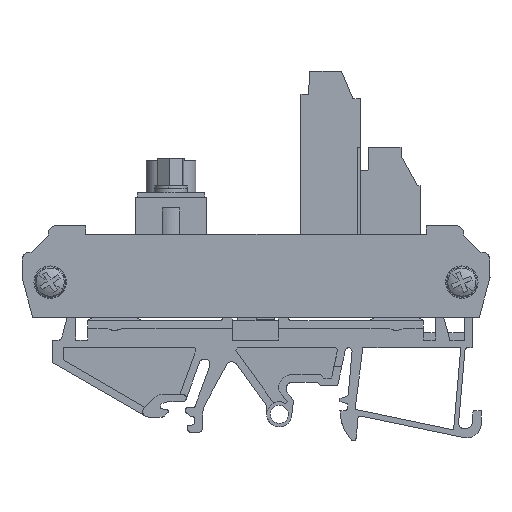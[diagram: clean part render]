
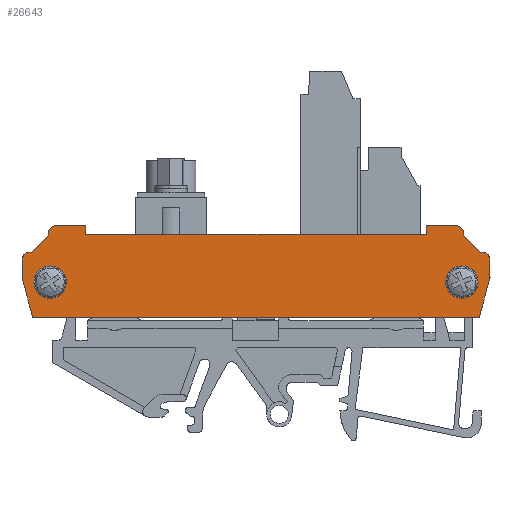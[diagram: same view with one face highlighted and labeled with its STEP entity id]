
A CAD part, left-side view. The second image highlights one B-rep face of the part: STEP entity #26643.
In plain terms, the highlighted planar face has unit normal (-1, 0, 0).
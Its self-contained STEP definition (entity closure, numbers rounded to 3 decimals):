
#585=AXIS2_PLACEMENT_3D('Circle Axis2P3D',#583,#584,$) ;
#626=AXIS2_PLACEMENT_3D('Circle Axis2P3D',#624,#625,$) ;
#26183=AXIS2_PLACEMENT_3D('Circle Axis2P3D',#26181,#26182,$) ;
#26201=AXIS2_PLACEMENT_3D('Circle Axis2P3D',#26199,#26200,$) ;
#26359=AXIS2_PLACEMENT_3D('Circle Axis2P3D',#26357,#26358,$) ;
#26402=AXIS2_PLACEMENT_3D('Circle Axis2P3D',#26400,#26401,$) ;
#26556=AXIS2_PLACEMENT_3D('Circle Axis2P3D',#26554,#26555,$) ;
#26599=AXIS2_PLACEMENT_3D('Circle Axis2P3D',#26597,#26598,$) ;
#26613=AXIS2_PLACEMENT_3D('Plane Axis2P3D',#26610,#26611,#26612) ;
#580=CARTESIAN_POINT('Vertex',(0.,8.2,28.252)) ;
#583=CARTESIAN_POINT('Axis2P3D Location',(0.,5.2,28.252)) ;
#587=CARTESIAN_POINT('Vertex',(0.,2.2,28.252)) ;
#621=CARTESIAN_POINT('Vertex',(0.,84.2,28.252)) ;
#624=CARTESIAN_POINT('Axis2P3D Location',(0.,81.2,28.252)) ;
#628=CARTESIAN_POINT('Vertex',(0.,78.2,28.252)) ;
#26005=CARTESIAN_POINT('Vertex',(0.,81.53,37.152)) ;
#26012=CARTESIAN_POINT('Vertex',(0.,81.53,36.922)) ;
#26015=CARTESIAN_POINT('Line Origine',(0.,81.53,37.037)) ;
#26153=CARTESIAN_POINT('Vertex',(0.,4.87,36.922)) ;
#26160=CARTESIAN_POINT('Vertex',(0.,4.87,37.152)) ;
#26163=CARTESIAN_POINT('Line Origine',(0.,4.87,37.037)) ;
#26181=CARTESIAN_POINT('Axis2P3D Location',(0.,81.2,28.252)) ;
#26199=CARTESIAN_POINT('Axis2P3D Location',(0.,5.2,28.252)) ;
#26221=CARTESIAN_POINT('Vertex',(0.,0.,29.084)) ;
#26228=CARTESIAN_POINT('Vertex',(0.,0.,32.292)) ;
#26231=CARTESIAN_POINT('Line Origine',(0.,0.,30.688)) ;
#26253=CARTESIAN_POINT('Vertex',(0.,1.965,21.752)) ;
#26256=CARTESIAN_POINT('Line Origine',(0.,0.982,25.418)) ;
#26274=CARTESIAN_POINT('Line Origine',(0.,43.2,21.752)) ;
#26278=CARTESIAN_POINT('Vertex',(0.,84.435,21.752)) ;
#26311=CARTESIAN_POINT('Vertex',(0.,86.4,29.084)) ;
#26314=CARTESIAN_POINT('Line Origine',(0.,85.418,25.418)) ;
#26336=CARTESIAN_POINT('Vertex',(0.,86.4,32.292)) ;
#26339=CARTESIAN_POINT('Line Origine',(0.,86.4,30.688)) ;
#26357=CARTESIAN_POINT('Axis2P3D Location',(0.,84.9,32.292)) ;
#26361=CARTESIAN_POINT('Vertex',(0.,84.677,33.775)) ;
#26382=CARTESIAN_POINT('Line Origine',(0.,83.103,35.349)) ;
#26400=CARTESIAN_POINT('Axis2P3D Location',(0.,80.03,37.152)) ;
#26404=CARTESIAN_POINT('Vertex',(0.,80.03,38.652)) ;
#26425=CARTESIAN_POINT('Line Origine',(0.,77.315,38.652)) ;
#26429=CARTESIAN_POINT('Vertex',(0.,74.6,38.652)) ;
#26452=CARTESIAN_POINT('Line Origine',(0.,74.6,37.852)) ;
#26456=CARTESIAN_POINT('Vertex',(0.,74.6,37.052)) ;
#26477=CARTESIAN_POINT('Line Origine',(0.,43.2,37.052)) ;
#26481=CARTESIAN_POINT('Vertex',(0.,11.8,37.052)) ;
#26502=CARTESIAN_POINT('Line Origine',(0.,11.8,37.852)) ;
#26506=CARTESIAN_POINT('Vertex',(0.,11.8,38.652)) ;
#26527=CARTESIAN_POINT('Line Origine',(0.,9.085,38.652)) ;
#26531=CARTESIAN_POINT('Vertex',(0.,6.37,38.652)) ;
#26554=CARTESIAN_POINT('Axis2P3D Location',(0.,6.37,37.152)) ;
#26576=CARTESIAN_POINT('Vertex',(0.,1.723,33.775)) ;
#26579=CARTESIAN_POINT('Line Origine',(0.,3.297,35.349)) ;
#26597=CARTESIAN_POINT('Axis2P3D Location',(0.,1.5,32.292)) ;
#26610=CARTESIAN_POINT('Axis2P3D Location',(0.,1.5,32.292)) ;
#584=DIRECTION('Axis2P3D Direction',(-1.,0.,0.)) ;
#625=DIRECTION('Axis2P3D Direction',(-1.,0.,0.)) ;
#26016=DIRECTION('Vector Direction',(0.,0.,-1.)) ;
#26164=DIRECTION('Vector Direction',(0.,0.,1.)) ;
#26182=DIRECTION('Axis2P3D Direction',(-1.,0.,0.)) ;
#26200=DIRECTION('Axis2P3D Direction',(-1.,0.,0.)) ;
#26232=DIRECTION('Vector Direction',(0.,0.,-1.)) ;
#26257=DIRECTION('Vector Direction',(0.,0.259,-0.966)) ;
#26275=DIRECTION('Vector Direction',(0.,1.,0.)) ;
#26315=DIRECTION('Vector Direction',(0.,0.259,0.966)) ;
#26340=DIRECTION('Vector Direction',(0.,0.,1.)) ;
#26358=DIRECTION('Axis2P3D Direction',(1.,0.,0.)) ;
#26383=DIRECTION('Vector Direction',(0.,-0.707,0.707)) ;
#26401=DIRECTION('Axis2P3D Direction',(1.,0.,0.)) ;
#26426=DIRECTION('Vector Direction',(0.,-1.,0.)) ;
#26453=DIRECTION('Vector Direction',(0.,0.,-1.)) ;
#26478=DIRECTION('Vector Direction',(0.,-1.,0.)) ;
#26503=DIRECTION('Vector Direction',(0.,0.,1.)) ;
#26528=DIRECTION('Vector Direction',(0.,-1.,0.)) ;
#26555=DIRECTION('Axis2P3D Direction',(1.,0.,0.)) ;
#26580=DIRECTION('Vector Direction',(0.,-0.707,-0.707)) ;
#26598=DIRECTION('Axis2P3D Direction',(1.,0.,0.)) ;
#26611=DIRECTION('Axis2P3D Direction',(1.,0.,0.)) ;
#26612=DIRECTION('Axis2P3D XDirection',(0.,1.,0.)) ;
#26017=VECTOR('Line Direction',#26016,1.) ;
#26165=VECTOR('Line Direction',#26164,1.) ;
#26233=VECTOR('Line Direction',#26232,1.) ;
#26258=VECTOR('Line Direction',#26257,1.) ;
#26276=VECTOR('Line Direction',#26275,1.) ;
#26316=VECTOR('Line Direction',#26315,1.) ;
#26341=VECTOR('Line Direction',#26340,1.) ;
#26384=VECTOR('Line Direction',#26383,1.) ;
#26427=VECTOR('Line Direction',#26426,1.) ;
#26454=VECTOR('Line Direction',#26453,1.) ;
#26479=VECTOR('Line Direction',#26478,1.) ;
#26504=VECTOR('Line Direction',#26503,1.) ;
#26529=VECTOR('Line Direction',#26528,1.) ;
#26581=VECTOR('Line Direction',#26580,1.) ;
#26616=ORIENTED_EDGE('',*,*,#26583,.F.) ;
#26617=ORIENTED_EDGE('',*,*,#26167,.T.) ;
#26618=ORIENTED_EDGE('',*,*,#26558,.F.) ;
#26619=ORIENTED_EDGE('',*,*,#26533,.F.) ;
#26620=ORIENTED_EDGE('',*,*,#26508,.F.) ;
#26621=ORIENTED_EDGE('',*,*,#26483,.F.) ;
#26622=ORIENTED_EDGE('',*,*,#26458,.F.) ;
#26623=ORIENTED_EDGE('',*,*,#26431,.F.) ;
#26624=ORIENTED_EDGE('',*,*,#26406,.F.) ;
#26625=ORIENTED_EDGE('',*,*,#26019,.T.) ;
#26626=ORIENTED_EDGE('',*,*,#26386,.F.) ;
#26627=ORIENTED_EDGE('',*,*,#26363,.F.) ;
#26628=ORIENTED_EDGE('',*,*,#26343,.F.) ;
#26629=ORIENTED_EDGE('',*,*,#26318,.F.) ;
#26630=ORIENTED_EDGE('',*,*,#26280,.F.) ;
#26631=ORIENTED_EDGE('',*,*,#26260,.F.) ;
#26632=ORIENTED_EDGE('',*,*,#26235,.F.) ;
#26633=ORIENTED_EDGE('',*,*,#26601,.F.) ;
#26636=ORIENTED_EDGE('',*,*,#26203,.F.) ;
#26637=ORIENTED_EDGE('',*,*,#589,.F.) ;
#26640=ORIENTED_EDGE('',*,*,#26185,.F.) ;
#26641=ORIENTED_EDGE('',*,*,#630,.F.) ;
#26638=FACE_BOUND('',#26635,.T.) ;
#26642=FACE_BOUND('',#26639,.T.) ;
#26643=ADVANCED_FACE('NONE',(#26634,#26638,#26642),#26614,.F.) ;
#586=CIRCLE('generated circle',#585,3.) ;
#627=CIRCLE('generated circle',#626,3.) ;
#26184=CIRCLE('generated circle',#26183,3.) ;
#26202=CIRCLE('generated circle',#26201,3.) ;
#26360=CIRCLE('generated circle',#26359,1.5) ;
#26403=CIRCLE('generated circle',#26402,1.5) ;
#26557=CIRCLE('generated circle',#26556,1.5) ;
#26600=CIRCLE('generated circle',#26599,1.5) ;
#589=EDGE_CURVE('',#581,#588,#586,.T.) ;
#630=EDGE_CURVE('',#622,#629,#627,.T.) ;
#26019=EDGE_CURVE('',#26006,#26013,#26018,.T.) ;
#26167=EDGE_CURVE('',#26154,#26161,#26166,.T.) ;
#26185=EDGE_CURVE('',#629,#622,#26184,.T.) ;
#26203=EDGE_CURVE('',#588,#581,#26202,.T.) ;
#26235=EDGE_CURVE('',#26229,#26222,#26234,.T.) ;
#26260=EDGE_CURVE('',#26222,#26254,#26259,.T.) ;
#26280=EDGE_CURVE('',#26254,#26279,#26277,.T.) ;
#26318=EDGE_CURVE('',#26279,#26312,#26317,.T.) ;
#26343=EDGE_CURVE('',#26312,#26337,#26342,.T.) ;
#26363=EDGE_CURVE('',#26337,#26362,#26360,.T.) ;
#26386=EDGE_CURVE('',#26362,#26013,#26385,.T.) ;
#26406=EDGE_CURVE('',#26006,#26405,#26403,.T.) ;
#26431=EDGE_CURVE('',#26405,#26430,#26428,.T.) ;
#26458=EDGE_CURVE('',#26430,#26457,#26455,.T.) ;
#26483=EDGE_CURVE('',#26457,#26482,#26480,.T.) ;
#26508=EDGE_CURVE('',#26482,#26507,#26505,.T.) ;
#26533=EDGE_CURVE('',#26507,#26532,#26530,.T.) ;
#26558=EDGE_CURVE('',#26532,#26161,#26557,.T.) ;
#26583=EDGE_CURVE('',#26154,#26577,#26582,.T.) ;
#26601=EDGE_CURVE('',#26577,#26229,#26600,.T.) ;
#26615=EDGE_LOOP('',(#26616,#26617,#26618,#26619,#26620,#26621,#26622,#26623,#26624,#26625,#26626,#26627,#26628,#26629,#26630,#26631,#26632,#26633)) ;
#26635=EDGE_LOOP('',(#26636,#26637)) ;
#26639=EDGE_LOOP('',(#26640,#26641)) ;
#26634=FACE_OUTER_BOUND('',#26615,.T.) ;
#26018=LINE('Line',#26015,#26017) ;
#26166=LINE('Line',#26163,#26165) ;
#26234=LINE('Line',#26231,#26233) ;
#26259=LINE('Line',#26256,#26258) ;
#26277=LINE('Line',#26274,#26276) ;
#26317=LINE('Line',#26314,#26316) ;
#26342=LINE('Line',#26339,#26341) ;
#26385=LINE('Line',#26382,#26384) ;
#26428=LINE('Line',#26425,#26427) ;
#26455=LINE('Line',#26452,#26454) ;
#26480=LINE('Line',#26477,#26479) ;
#26505=LINE('Line',#26502,#26504) ;
#26530=LINE('Line',#26527,#26529) ;
#26582=LINE('Line',#26579,#26581) ;
#26614=PLANE('',#26613) ;
#581=VERTEX_POINT('',#580) ;
#588=VERTEX_POINT('',#587) ;
#622=VERTEX_POINT('',#621) ;
#629=VERTEX_POINT('',#628) ;
#26006=VERTEX_POINT('',#26005) ;
#26013=VERTEX_POINT('',#26012) ;
#26154=VERTEX_POINT('',#26153) ;
#26161=VERTEX_POINT('',#26160) ;
#26222=VERTEX_POINT('',#26221) ;
#26229=VERTEX_POINT('',#26228) ;
#26254=VERTEX_POINT('',#26253) ;
#26279=VERTEX_POINT('',#26278) ;
#26312=VERTEX_POINT('',#26311) ;
#26337=VERTEX_POINT('',#26336) ;
#26362=VERTEX_POINT('',#26361) ;
#26405=VERTEX_POINT('',#26404) ;
#26430=VERTEX_POINT('',#26429) ;
#26457=VERTEX_POINT('',#26456) ;
#26482=VERTEX_POINT('',#26481) ;
#26507=VERTEX_POINT('',#26506) ;
#26532=VERTEX_POINT('',#26531) ;
#26577=VERTEX_POINT('',#26576) ;
